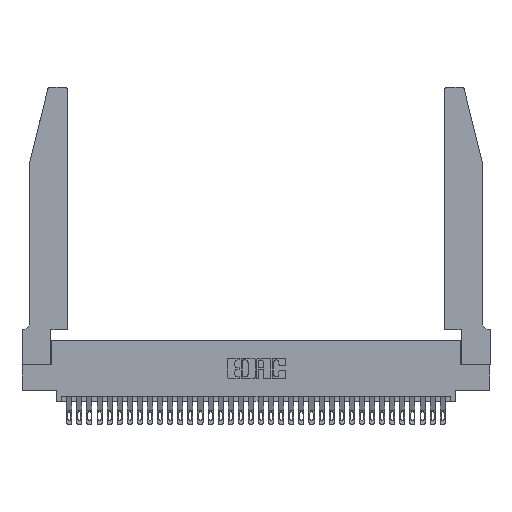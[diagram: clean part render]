
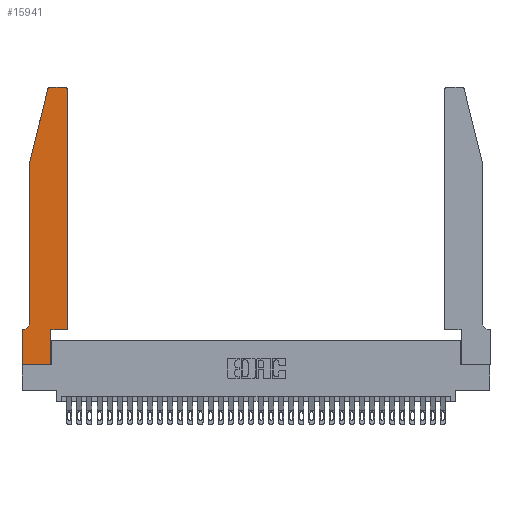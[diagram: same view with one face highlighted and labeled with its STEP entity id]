
A CAD part, top view. The second image highlights one B-rep face of the part: STEP entity #15941.
In plain terms, the highlighted planar face has unit normal (0, 0, 1).
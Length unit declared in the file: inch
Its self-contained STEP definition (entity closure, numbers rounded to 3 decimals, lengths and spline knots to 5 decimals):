
#535 = VECTOR ( 'NONE', #10423, 39.37008 ) ;
#1035 = EDGE_CURVE ( 'NONE', #2966, #34369, #14136, .T. ) ;
#1038 = DIRECTION ( 'NONE',  ( 1., 0., 0. ) ) ;
#1143 = CARTESIAN_POINT ( 'NONE',  ( 0., 0.35, 0.37 ) ) ;
#1442 = DIRECTION ( 'NONE',  ( 1., 0., 0. ) ) ;
#1498 = ORIENTED_EDGE ( 'NONE', *, *, #33455, .T. ) ;
#2092 = ORIENTED_EDGE ( 'NONE', *, *, #3212, .T. ) ;
#2195 = DIRECTION ( 'NONE',  ( 1., 0., 0. ) ) ;
#2396 = DIRECTION ( 'NONE',  ( -1., 0., 0. ) ) ;
#2416 = VECTOR ( 'NONE', #28825, 39.37008 ) ;
#2966 = VERTEX_POINT ( 'NONE', #8183 ) ;
#2991 = FACE_OUTER_BOUND ( 'NONE', #12810, .T. ) ;
#3212 = EDGE_CURVE ( 'NONE', #3680, #33164, #29513, .T. ) ;
#3680 = VERTEX_POINT ( 'NONE', #14554 ) ;
#4168 = CARTESIAN_POINT ( 'NONE',  ( 0.4205, 2.72, 0.37 ) ) ;
#4257 = DIRECTION ( 'NONE',  ( 0., 0., 1. ) ) ;
#4531 = VERTEX_POINT ( 'NONE', #1143 ) ;
#4548 = CARTESIAN_POINT ( 'NONE',  ( 0., 0., 0.37 ) ) ;
#4666 = LINE ( 'NONE', #29548, #9822 ) ;
#4760 = CARTESIAN_POINT ( 'NONE',  ( 0.0755, 2., 0.37 ) ) ;
#5517 = AXIS2_PLACEMENT_3D ( 'NONE', #21713, #19141, #8288 ) ;
#5848 = CARTESIAN_POINT ( 'NONE',  ( 0.2865, 0.35, 0.37 ) ) ;
#5906 = CARTESIAN_POINT ( 'NONE',  ( 0.2865, 0., 0.37 ) ) ;
#6904 = CARTESIAN_POINT ( 'NONE',  ( 0.0755, 2., 0.37 ) ) ;
#7104 = PLANE ( 'NONE',  #11063 ) ;
#7846 = CARTESIAN_POINT ( 'NONE',  ( 0., 0.35, 0.37 ) ) ;
#8183 = CARTESIAN_POINT ( 'NONE',  ( 0., 0., 0.37 ) ) ;
#8288 = DIRECTION ( 'NONE',  ( -1., 0., 0. ) ) ;
#8319 = VERTEX_POINT ( 'NONE', #4760 ) ;
#9232 = ORIENTED_EDGE ( 'NONE', *, *, #21097, .T. ) ;
#9596 = EDGE_CURVE ( 'NONE', #33164, #16831, #22526, .T. ) ;
#9822 = VECTOR ( 'NONE', #10543, 39.37008 ) ;
#9997 = CARTESIAN_POINT ( 'NONE',  ( 0., 0., 0.37 ) ) ;
#10004 = CARTESIAN_POINT ( 'NONE',  ( 0.25487, 2.72718, 0.37 ) ) ;
#10395 = EDGE_CURVE ( 'NONE', #24036, #12757, #28444, .T. ) ;
#10423 = DIRECTION ( 'NONE',  ( 0., -1., 0. ) ) ;
#10543 = DIRECTION ( 'NONE',  ( 1., 0., 0. ) ) ;
#10902 = LINE ( 'NONE', #4548, #535 ) ;
#11005 = ORIENTED_EDGE ( 'NONE', *, *, #23218, .T. ) ;
#11063 = AXIS2_PLACEMENT_3D ( 'NONE', #7846, #16023, #2195 ) ;
#11574 = EDGE_CURVE ( 'NONE', #16831, #24036, #11974, .T. ) ;
#11974 = LINE ( 'NONE', #27009, #16737 ) ;
#12757 = VERTEX_POINT ( 'NONE', #10004 ) ;
#12810 = EDGE_LOOP ( 'NONE', ( #13894, #19778, #9232, #1498, #25074, #23864, #22434, #26005, #24899, #11005, #2092, #22153 ) ) ;
#13053 = VERTEX_POINT ( 'NONE', #24181 ) ;
#13731 = CARTESIAN_POINT ( 'NONE',  ( 0.284, 2.75, 0.37 ) ) ;
#13894 = ORIENTED_EDGE ( 'NONE', *, *, #11574, .T. ) ;
#14043 = DIRECTION ( 'NONE',  ( 0., -1., 0. ) ) ;
#14136 = LINE ( 'NONE', #9997, #33088 ) ;
#14497 = VERTEX_POINT ( 'NONE', #5848 ) ;
#14554 = CARTESIAN_POINT ( 'NONE',  ( 0.4505, 0.35, 0.37 ) ) ;
#15080 = DIRECTION ( 'NONE',  ( -0.239, -0.971, 0. ) ) ;
#15353 = CARTESIAN_POINT ( 'NONE',  ( 0.2865, 0.35, 0.37 ) ) ;
#15403 = CARTESIAN_POINT ( 'NONE',  ( 0.0755, 0.42, 0.37 ) ) ;
#15941 = ADVANCED_FACE ( 'NONE', ( #2991 ), #7104, .T. ) ;
#15985 = VECTOR ( 'NONE', #14043, 39.37008 ) ;
#16023 = DIRECTION ( 'NONE',  ( 0., 0., 1. ) ) ;
#16142 = CARTESIAN_POINT ( 'NONE',  ( 0.0755, 2., 0.37 ) ) ;
#16737 = VECTOR ( 'NONE', #26892, 39.37008 ) ;
#16831 = VERTEX_POINT ( 'NONE', #20079 ) ;
#18124 = DIRECTION ( 'NONE',  ( 0., 1., 0. ) ) ;
#18582 = LINE ( 'NONE', #6904, #31466 ) ;
#19141 = DIRECTION ( 'NONE',  ( 0., 0., -1. ) ) ;
#19314 = LINE ( 'NONE', #29427, #33484 ) ;
#19778 = ORIENTED_EDGE ( 'NONE', *, *, #10395, .T. ) ;
#20079 = CARTESIAN_POINT ( 'NONE',  ( 0.4205, 2.75, 0.37 ) ) ;
#20973 = CARTESIAN_POINT ( 'NONE',  ( 0.4505, 0.35, 0.37 ) ) ;
#21097 = EDGE_CURVE ( 'NONE', #12757, #8319, #18582, .T. ) ;
#21713 = CARTESIAN_POINT ( 'NONE',  ( 0.0055, 0.42, 0.37 ) ) ;
#22153 = ORIENTED_EDGE ( 'NONE', *, *, #9596, .T. ) ;
#22434 = ORIENTED_EDGE ( 'NONE', *, *, #32028, .T. ) ;
#22526 = CIRCLE ( 'NONE', #26441, 0.03 ) ;
#23184 = CARTESIAN_POINT ( 'NONE',  ( 0.284, 2.72, 0.37 ) ) ;
#23211 = EDGE_CURVE ( 'NONE', #13053, #4531, #19314, .T. ) ;
#23218 = EDGE_CURVE ( 'NONE', #14497, #3680, #4666, .T. ) ;
#23864 = ORIENTED_EDGE ( 'NONE', *, *, #23211, .T. ) ;
#24036 = VERTEX_POINT ( 'NONE', #13731 ) ;
#24181 = CARTESIAN_POINT ( 'NONE',  ( 0.0055, 0.35, 0.37 ) ) ;
#24552 = EDGE_CURVE ( 'NONE', #31526, #13053, #33805, .T. ) ;
#24899 = ORIENTED_EDGE ( 'NONE', *, *, #28047, .T. ) ;
#25074 = ORIENTED_EDGE ( 'NONE', *, *, #24552, .T. ) ;
#25352 = VECTOR ( 'NONE', #18124, 39.37008 ) ;
#25704 = DIRECTION ( 'NONE',  ( 0., 0., 1. ) ) ;
#26005 = ORIENTED_EDGE ( 'NONE', *, *, #1035, .T. ) ;
#26441 = AXIS2_PLACEMENT_3D ( 'NONE', #4168, #25704, #1442 ) ;
#26892 = DIRECTION ( 'NONE',  ( -1., 0., 0. ) ) ;
#27009 = CARTESIAN_POINT ( 'NONE',  ( 0.2605, 2.75, 0.37 ) ) ;
#28047 = EDGE_CURVE ( 'NONE', #34369, #14497, #34424, .T. ) ;
#28444 = CIRCLE ( 'NONE', #30680, 0.03 ) ;
#28825 = DIRECTION ( 'NONE',  ( 0., 1., 0. ) ) ;
#29345 = CARTESIAN_POINT ( 'NONE',  ( 0.4505, 2.72, 0.37 ) ) ;
#29427 = CARTESIAN_POINT ( 'NONE',  ( 0.0755, 0.35, 0.37 ) ) ;
#29513 = LINE ( 'NONE', #20973, #2416 ) ;
#29548 = CARTESIAN_POINT ( 'NONE',  ( 0.4505, 0.35, 0.37 ) ) ;
#30680 = AXIS2_PLACEMENT_3D ( 'NONE', #23184, #4257, #1038 ) ;
#31466 = VECTOR ( 'NONE', #15080, 39.37008 ) ;
#31526 = VERTEX_POINT ( 'NONE', #15403 ) ;
#32028 = EDGE_CURVE ( 'NONE', #4531, #2966, #10902, .T. ) ;
#33088 = VECTOR ( 'NONE', #35005, 39.37008 ) ;
#33164 = VERTEX_POINT ( 'NONE', #29345 ) ;
#33455 = EDGE_CURVE ( 'NONE', #8319, #31526, #34026, .T. ) ;
#33484 = VECTOR ( 'NONE', #2396, 39.37008 ) ;
#33805 = CIRCLE ( 'NONE', #5517, 0.07 ) ;
#34026 = LINE ( 'NONE', #16142, #15985 ) ;
#34369 = VERTEX_POINT ( 'NONE', #5906 ) ;
#34424 = LINE ( 'NONE', #15353, #25352 ) ;
#35005 = DIRECTION ( 'NONE',  ( 1., 0., 0. ) ) ;
